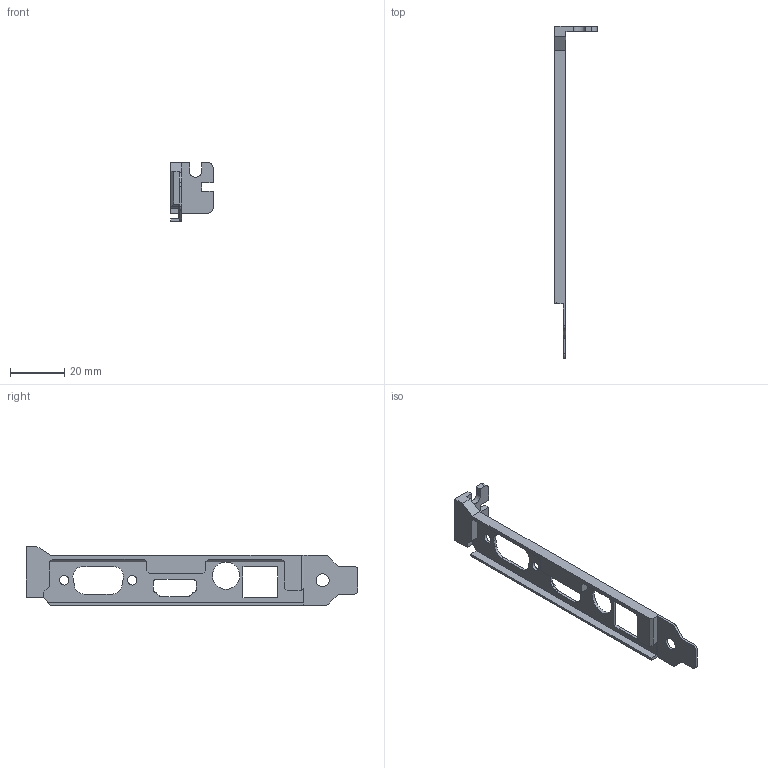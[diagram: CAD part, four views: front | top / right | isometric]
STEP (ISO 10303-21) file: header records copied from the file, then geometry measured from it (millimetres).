
FILE_DESCRIPTION(/* description */ (''),/* implementation_level */ '2;1');
FILE_NAME(/* name */ 'graphics-gremlin-hdmi-imported v23.step',/* time_stamp */ '2024-02-16T17:54:25+08:00',/* author */ (''),/* organization */ (''),/* preprocessor_version */ 'ST-DEVELOPER v20',/* originating_system */ 'Autodesk Translation Framework v12.20.1.177',/* authorisation */ '');
FILE_SCHEMA (('AUTOMOTIVE_DESIGN { 1 0 10303 214 3 1 1 }'));
Length unit declared in the file: millimetre
Products named in the file (1): graphics-gremlin-hdmi-imported
Bounding box: 15.6 x 122.02 x 21.59 mm (x, y, z)
Volume: 3831.8 mm3; surface area: 5558.9 mm2
Topology: 1 solids, 1 shells, 88 faces, 252 edges, 166 vertices
Faces by surface type: plane 65, cylinder 23
Full cylindrical faces by diameter (mm): 3.5 x2, 4.8 x1, 10 x1
Entity records: 2904 total; most frequent: CARTESIAN_POINT 507, ORIENTED_EDGE 504, DIRECTION 476, EDGE_CURVE 252, LINE 206, VECTOR 206, VERTEX_POINT 166, AXIS2_PLACEMENT_3D 135
